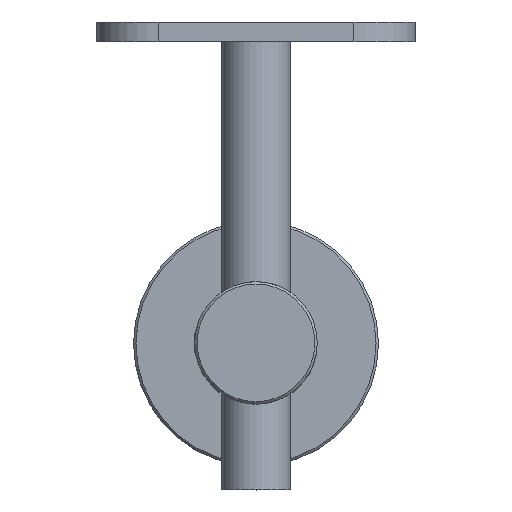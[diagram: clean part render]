
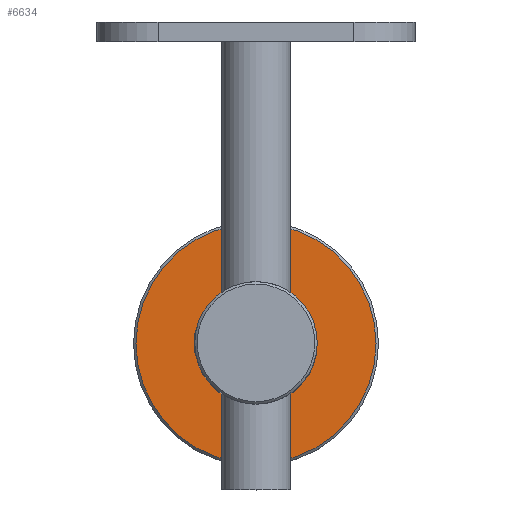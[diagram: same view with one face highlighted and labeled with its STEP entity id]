
A CAD part, top view. The second image highlights one B-rep face of the part: STEP entity #6634.
In plain terms, the highlighted planar face has unit normal (0, 0, 1).
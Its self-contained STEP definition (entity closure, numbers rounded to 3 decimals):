
#73 = FACE_OUTER_BOUND ( 'NONE', #9336, .T. ) ;
#461 = DIRECTION ( 'NONE',  ( 0., 0., 1. ) ) ;
#881 = DIRECTION ( 'NONE',  ( 0., 0., 1. ) ) ;
#1132 = AXIS2_PLACEMENT_3D ( 'NONE', #5188, #881, #11192 ) ;
#3462 = EDGE_CURVE ( 'NONE', #4577, #4577, #16996, .T. ) ;
#4351 = VERTEX_POINT ( 'NONE', #7915 ) ;
#4577 = VERTEX_POINT ( 'NONE', #6415 ) ;
#5019 = CIRCLE ( 'NONE', #6588, 12.5 ) ;
#5071 = AXIS2_PLACEMENT_3D ( 'NONE', #18300, #16827, #10861 ) ;
#5188 = CARTESIAN_POINT ( 'NONE',  ( 0., 0., 5. ) ) ;
#6415 = CARTESIAN_POINT ( 'NONE',  ( 24.5, 0., 5. ) ) ;
#6588 = AXIS2_PLACEMENT_3D ( 'NONE', #9310, #461, #9557 ) ;
#6634 = ADVANCED_FACE ( 'NONE', ( #73, #17202 ), #7507, .T. ) ;
#7507 = PLANE ( 'NONE',  #5071 ) ;
#7915 = CARTESIAN_POINT ( 'NONE',  ( 12.5, 0., 5. ) ) ;
#9310 = CARTESIAN_POINT ( 'NONE',  ( 0., 0., 5. ) ) ;
#9336 = EDGE_LOOP ( 'NONE', ( #12576 ) ) ;
#9557 = DIRECTION ( 'NONE',  ( 1., 0., 0. ) ) ;
#10861 = DIRECTION ( 'NONE',  ( 1., 0., 0. ) ) ;
#11192 = DIRECTION ( 'NONE',  ( 1., 0., 0. ) ) ;
#11228 = EDGE_CURVE ( 'NONE', #4351, #4351, #5019, .T. ) ;
#11917 = ORIENTED_EDGE ( 'NONE', *, *, #11228, .F. ) ;
#12048 = EDGE_LOOP ( 'NONE', ( #11917 ) ) ;
#12576 = ORIENTED_EDGE ( 'NONE', *, *, #3462, .T. ) ;
#16827 = DIRECTION ( 'NONE',  ( 0., 0., 1. ) ) ;
#16996 = CIRCLE ( 'NONE', #1132, 24.5 ) ;
#17202 = FACE_BOUND ( 'NONE', #12048, .T. ) ;
#18300 = CARTESIAN_POINT ( 'NONE',  ( 0., 0., 5. ) ) ;
